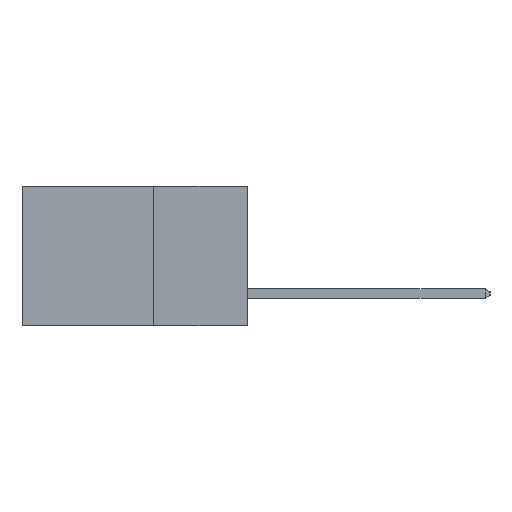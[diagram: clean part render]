
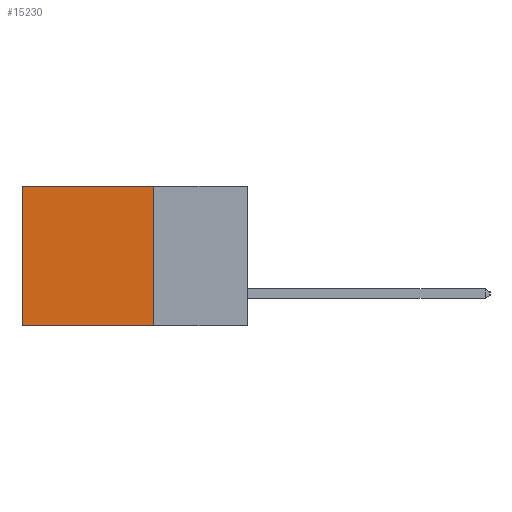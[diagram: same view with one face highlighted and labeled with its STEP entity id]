
A CAD part, left-side view. The second image highlights one B-rep face of the part: STEP entity #15230.
In plain terms, the highlighted planar face has unit normal (-1, 0, 0).
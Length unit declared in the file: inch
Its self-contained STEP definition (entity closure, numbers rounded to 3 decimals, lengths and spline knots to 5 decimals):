
#173 = DIRECTION ( 'NONE',  ( 1., 0., 0. ) ) ;
#844 = VECTOR ( 'NONE', #20247, 39.37008 ) ;
#2668 = CARTESIAN_POINT ( 'NONE',  ( 0.2615, 0.6, -0.37 ) ) ;
#3617 = CARTESIAN_POINT ( 'NONE',  ( 0.2615, 0.25, 0. ) ) ;
#4093 = LINE ( 'NONE', #18009, #13066 ) ;
#4160 = ORIENTED_EDGE ( 'NONE', *, *, #21497, .T. ) ;
#8060 = DIRECTION ( 'NONE',  ( 0., 1., 0. ) ) ;
#8790 = EDGE_CURVE ( 'NONE', #10125, #9698, #19290, .T. ) ;
#8983 = FACE_OUTER_BOUND ( 'NONE', #15928, .T. ) ;
#9469 = CARTESIAN_POINT ( 'NONE',  ( 0.2615, 0.6, 0. ) ) ;
#9491 = LINE ( 'NONE', #3617, #17800 ) ;
#9698 = VERTEX_POINT ( 'NONE', #18336 ) ;
#10125 = VERTEX_POINT ( 'NONE', #9469 ) ;
#10357 = CARTESIAN_POINT ( 'NONE',  ( 0.2615, 0.25, -0.37 ) ) ;
#10385 = CARTESIAN_POINT ( 'NONE',  ( 0.2615, 0.25, 0. ) ) ;
#10501 = VECTOR ( 'NONE', #21059, 39.37008 ) ;
#10624 = ORIENTED_EDGE ( 'NONE', *, *, #16695, .F. ) ;
#10648 = VERTEX_POINT ( 'NONE', #10385 ) ;
#11276 = EDGE_CURVE ( 'NONE', #10648, #12851, #18146, .T. ) ;
#11948 = DIRECTION ( 'NONE',  ( 0., 0., -1. ) ) ;
#12851 = VERTEX_POINT ( 'NONE', #20877 ) ;
#13066 = VECTOR ( 'NONE', #8060, 39.37008 ) ;
#13578 = AXIS2_PLACEMENT_3D ( 'NONE', #20188, #173, #11948 ) ;
#15230 = ADVANCED_FACE ( 'NONE', ( #8983 ), #18550, .F. ) ;
#15415 = DIRECTION ( 'NONE',  ( 0., 1., 0. ) ) ;
#15454 = ORIENTED_EDGE ( 'NONE', *, *, #8790, .T. ) ;
#15928 = EDGE_LOOP ( 'NONE', ( #15454, #10624, #19195, #4160 ) ) ;
#16695 = EDGE_CURVE ( 'NONE', #12851, #9698, #4093, .T. ) ;
#17800 = VECTOR ( 'NONE', #15415, 39.37008 ) ;
#18009 = CARTESIAN_POINT ( 'NONE',  ( 0.2615, 0.25, -0.37 ) ) ;
#18146 = LINE ( 'NONE', #10357, #844 ) ;
#18336 = CARTESIAN_POINT ( 'NONE',  ( 0.2615, 0.6, -0.37 ) ) ;
#18550 = PLANE ( 'NONE',  #13578 ) ;
#19195 = ORIENTED_EDGE ( 'NONE', *, *, #11276, .F. ) ;
#19290 = LINE ( 'NONE', #2668, #10501 ) ;
#20188 = CARTESIAN_POINT ( 'NONE',  ( 0.2615, 0.25, -0.37 ) ) ;
#20247 = DIRECTION ( 'NONE',  ( 0., 0., -1. ) ) ;
#20877 = CARTESIAN_POINT ( 'NONE',  ( 0.2615, 0.25, -0.37 ) ) ;
#21059 = DIRECTION ( 'NONE',  ( 0., 0., -1. ) ) ;
#21497 = EDGE_CURVE ( 'NONE', #10648, #10125, #9491, .T. ) ;
